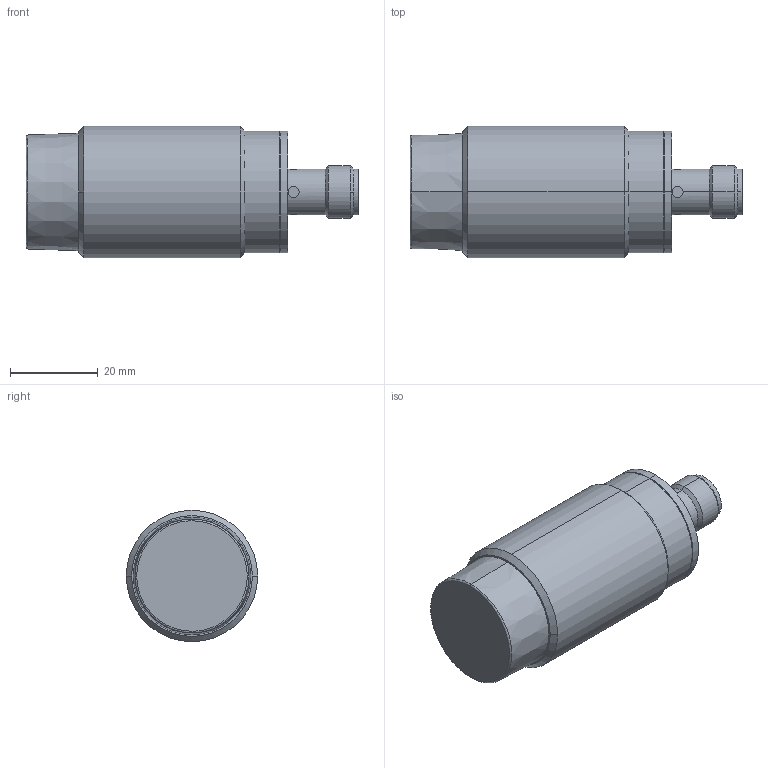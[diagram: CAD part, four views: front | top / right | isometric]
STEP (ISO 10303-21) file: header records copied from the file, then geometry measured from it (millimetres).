
FILE_DESCRIPTION (( 'STEP AP214' ), '1' );
FILE_NAME ('AT1-AP-4H.step', '2018-04-12T19:30:02', ( '' ), ( '' ), 'SwSTEP 2.0', 'SolidWorks 2017', '' );
FILE_SCHEMA (( 'AUTOMOTIVE_DESIGN' ));
Length unit declared in the file: inch
Products named in the file (1): AT1-AP-4H
Bounding box: 75.8 x 30 x 30 mm (x, y, z)
Volume: 40382.6 mm3; surface area: 10724.6 mm2
Topology: 4 solids, 4 shells, 121 faces, 303 edges, 192 vertices
Faces by surface type: cylinder 59, plane 28, cone 22, bspline 12
Entity records: 5660 total; most frequent: CARTESIAN_POINT 1094, DIRECTION 656, ORIENTED_EDGE 590, EDGE_CURVE 295, AXIS2_PLACEMENT_3D 270, VERTEX_POINT 192, CIRCLE 160, EDGE_LOOP 131
